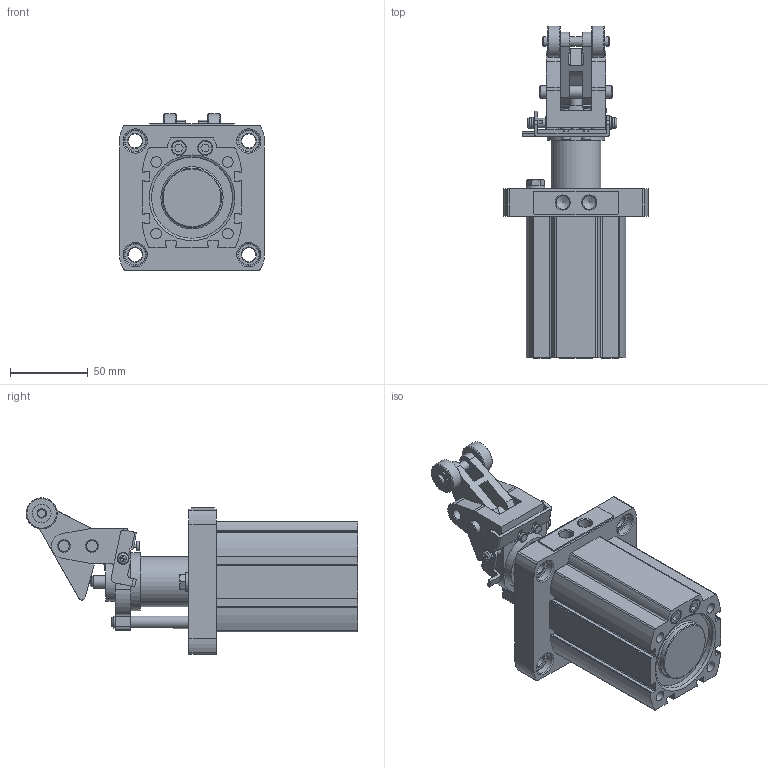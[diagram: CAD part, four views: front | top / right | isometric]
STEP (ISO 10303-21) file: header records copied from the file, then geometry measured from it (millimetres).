
FILE_DESCRIPTION(/* description */ ('STEP AP214'),/* implementation_level */ '2;1');
FILE_NAME(/* name */ '8090412_DFST-50-30-DL-Y4-A-S-G2',/* time_stamp */ '2024-08-15T10:06:44+02:00',/* author */ ('License CC BY-ND 4.0'),/* organization */ ('CADENAS'),/* preprocessor_version */ 'ST-DEVELOPER v19.3',/* originating_system */ 'PARTsolutions',/* authorisation */ ' ');
FILE_SCHEMA (('AUTOMOTIVE_DESIGN {1 0 10303 214 3 1 1}'));
Length unit declared in the file: millimetre
Products named in the file (8): 8090412 DFST-50-30-DL-Y4-A-S-G2---(30 Start high); 8090412 DFST-50---(mechanicalhighh); 8090412 DFST-50---(mechanicalhighc); 8090412 DFST-50---(mechanical highl); 8093804 DADP-TU-F3-50---(high); -DFST-CAP4_scr; 8090412 DFST-50---(mechanical high 2s); 8090412 DFST-50---(mechanical high 1s)
Assembly tree (8 placements, depth 2):
  8090412 DFST-50-30-DL-Y4-A-S-G2---(30 Start high)
    8090412 DFST-50---(mechanicalhighh)
    8090412 DFST-50---(mechanicalhighc)
    8090412 DFST-50---(mechanical highl)
    8093804 DADP-TU-F3-50---(high)
    -DFST-CAP4_scr  x2
    8090412 DFST-50---(mechanical high 2s)
    8090412 DFST-50---(mechanical high 1s)
Bounding box: 93 x 213.1 x 100.45 mm (x, y, z)
Volume: 530312.7 mm3; surface area: 125886.1 mm2
Topology: 8 solids, 8 shells, 672 faces, 1578 edges, 1022 vertices
Faces by surface type: plane 328, cylinder 231, cone 61, torus 52
Full cylindrical faces by diameter (mm): 2.5 x2, 3.242 x2, 4 x2, 4.917 x4, 5 x4, 5.2 x1, 6 x16, 6.5 x2, 6.8 x4, 6.917 x2, 7.6 x2, 8 x14, 8.1 x4, 8.5 x4, 8.566 x4, 9 x4, 9.728 x2, 12 x5, 13 x4, 14 x12, 17.728 x1, 19 x1, 20 x2, 25 x1, 32 x2, 37 x1, 38 x1, 50 x2, 52 x1
Entity records: 17963 total; most frequent: DIRECTION 3199, CARTESIAN_POINT 3046, ORIENTED_EDGE 2624, EDGE_CURVE 1312, AXIS2_PLACEMENT_3D 1239, FACE_BOUND 999, EDGE_LOOP 994, VERTEX_POINT 983
